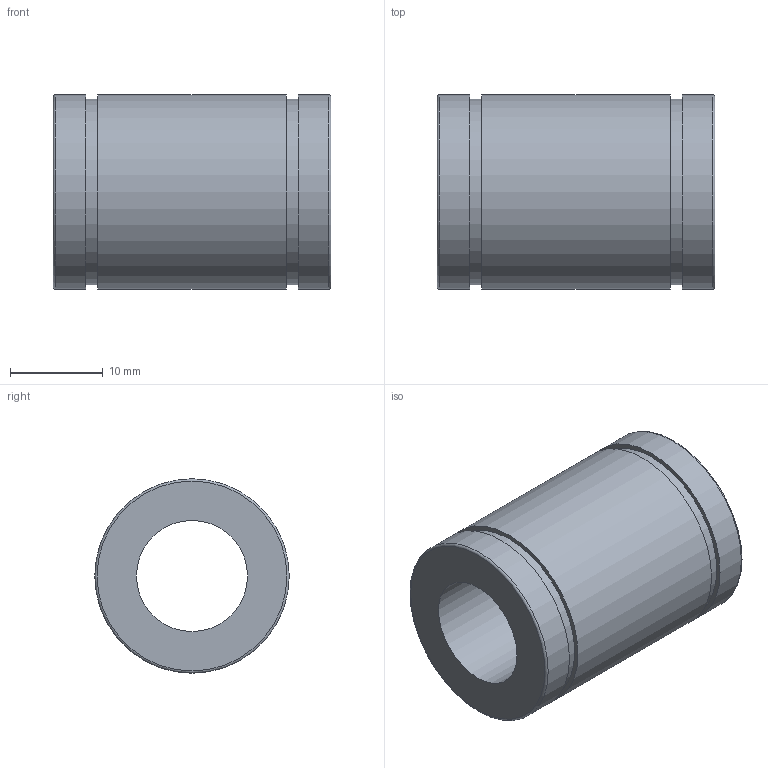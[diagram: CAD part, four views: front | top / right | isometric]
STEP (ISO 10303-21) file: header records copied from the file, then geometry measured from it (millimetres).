
FILE_DESCRIPTION (( 'STEP AP203' ), '1' );
FILE_NAME ('LM12UU.STEP', '2016-05-04T14:00:53', ( '' ), ( '' ), 'SwSTEP 2.0', 'SolidWorks 2010', '' );
FILE_SCHEMA (( 'CONFIG_CONTROL_DESIGN' ));
Length unit declared in the file: millimetre
Products named in the file (1): LM12UU
Bounding box: 30 x 21 x 21 mm (x, y, z)
Volume: 6912.4 mm3; surface area: 3683.1 mm2
Topology: 1 solids, 1 shells, 14 faces, 23 edges, 15 vertices
Faces by surface type: cylinder 6, plane 6, torus 2
Full cylindrical faces by diameter (mm): 12 x1, 20 x2, 21 x3
Entity records: 365 total; most frequent: DIRECTION 58, CARTESIAN_POINT 43, AXIS2_PLACEMENT_3D 29, EDGE_LOOP 28, ORIENTED_EDGE 28, FACE_OUTER_BOUND 22, CIRCLE 14, VERTEX_POINT 14
